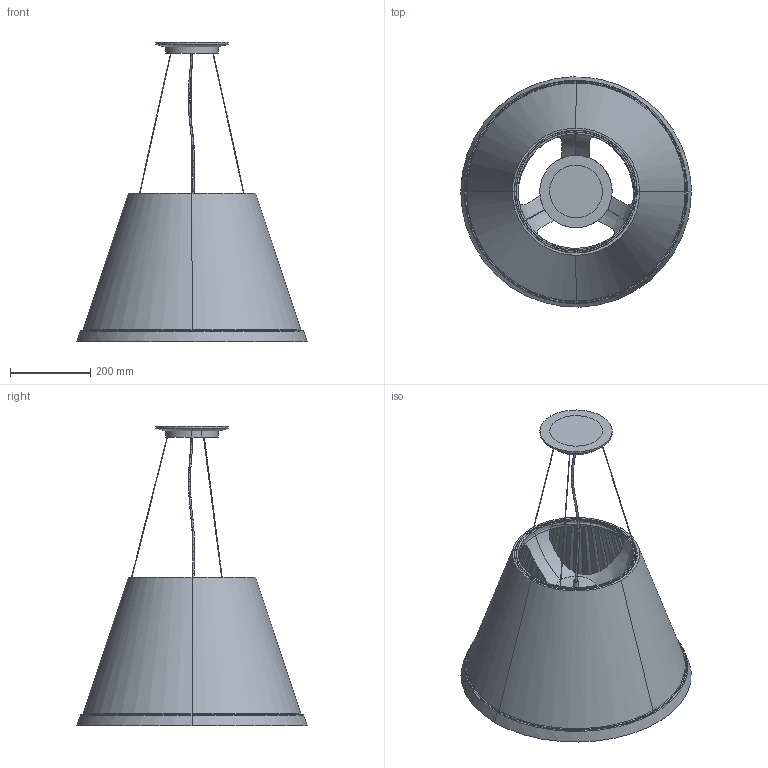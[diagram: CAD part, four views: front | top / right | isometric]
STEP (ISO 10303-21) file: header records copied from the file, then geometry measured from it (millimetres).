
FILE_DESCRIPTION(/* description */ (''),/* implementation_level */ '2;1');
FILE_NAME(/* name */ 'Choose_MegaSospensione_3D PR2',/* time_stamp */ '2011-10-27T14:36:48+02:00',/* author */ (''),/* organization */ (''),/* preprocessor_version */ 'ST-DEVELOPER v10',/* originating_system */ '',/* authorisation */ '');
FILE_SCHEMA (('CONFIG_CONTROL_DESIGN'));
Length unit declared in the file: millimetre
Products named in the file (1): 1
Bounding box: 573.05 x 572.5 x 745.05 mm (x, y, z)
Volume: 525736.6 mm3; surface area: 1374554.4 mm2
Topology: 4 solids, 16 shells, 330 faces, 916 edges, 590 vertices
Faces by surface type: bspline 330
Entity records: 15342 total; most frequent: CARTESIAN_POINT 10248, ORIENTED_EDGE 1686, EDGE_CURVE 908, B_SPLINE_CURVE_WITH_KNOTS 627, VERTEX_POINT 590, EDGE_LOOP 337, ADVANCED_FACE 330, FACE_OUTER_BOUND 330
